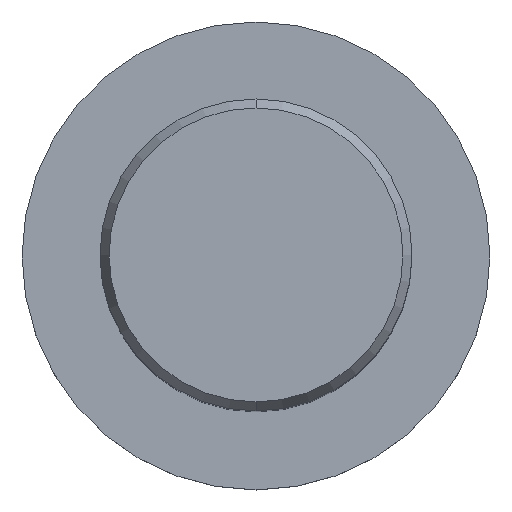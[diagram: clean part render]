
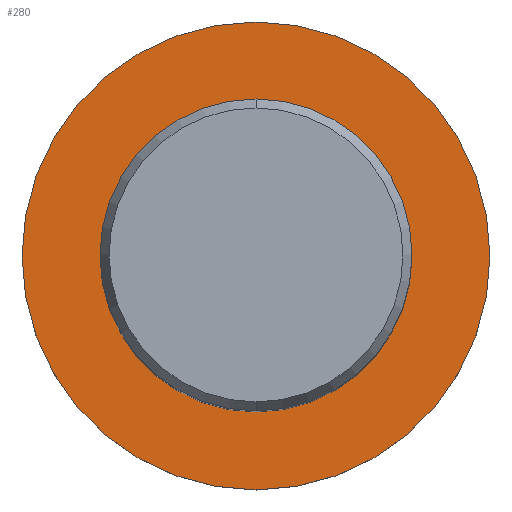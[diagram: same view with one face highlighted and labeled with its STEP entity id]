
A CAD part, top view. The second image highlights one B-rep face of the part: STEP entity #280.
In plain terms, the highlighted planar face has unit normal (0, 0, 1).
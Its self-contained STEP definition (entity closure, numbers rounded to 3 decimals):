
#204=EDGE_CURVE('',#428,#368,#490,.T.);
#222=VERTEX_POINT('',#510);
#248=VERTEX_POINT('',#538);
#280=ADVANCED_FACE('',(#572,#573),#574,.T.);
#294=EDGE_CURVE('',#248,#222,#588,.T.);
#308=EDGE_CURVE('',#368,#428,#603,.T.);
#368=VERTEX_POINT('',#669);
#398=EDGE_CURVE('',#222,#248,#705,.T.);
#428=VERTEX_POINT('',#741);
#490=CIRCLE('',#835,16.0);
#510=CARTESIAN_POINT('',(0.0,24.0,-60.0));
#538=CARTESIAN_POINT('',(0.,-24.0,-60.0));
#572=FACE_BOUND('',#1031,.T.);
#573=FACE_OUTER_BOUND('',#1032,.T.);
#574=PLANE('',#1033);
#588=CIRCLE('',#1054,24.0);
#603=CIRCLE('',#1073,16.0);
#669=CARTESIAN_POINT('',(0.,-16.0,-60.0));
#705=CIRCLE('',#1360,24.0);
#741=CARTESIAN_POINT('',(0.0,16.0,-60.0));
#835=AXIS2_PLACEMENT_3D('',#1442,#1443,#1444);
#1031=EDGE_LOOP('',(#1528,#1529));
#1032=EDGE_LOOP('',(#1530,#1531));
#1033=AXIS2_PLACEMENT_3D('',#1532,#1533,#1534);
#1054=AXIS2_PLACEMENT_3D('',#1543,#1544,#1545);
#1073=AXIS2_PLACEMENT_3D('',#1558,#1559,#1560);
#1360=AXIS2_PLACEMENT_3D('',#1677,#1678,#1679);
#1442=CARTESIAN_POINT('',(0.0,0.0,-60.0));
#1443=DIRECTION('',(-0.0,0.0,-1.0));
#1444=DIRECTION('',(0.0,1.0,0.0));
#1528=ORIENTED_EDGE('',*,*,#204,.T.);
#1529=ORIENTED_EDGE('',*,*,#308,.T.);
#1530=ORIENTED_EDGE('',*,*,#398,.F.);
#1531=ORIENTED_EDGE('',*,*,#294,.F.);
#1532=CARTESIAN_POINT('',(0.0,12.0,-60.0));
#1533=DIRECTION('',(-0.0,0.0,1.0));
#1534=DIRECTION('',(0.0,-1.0,0.0));
#1543=CARTESIAN_POINT('',(0.0,0.0,-60.0));
#1544=DIRECTION('',(0.0,0.0,-1.0));
#1545=DIRECTION('',(0.0,1.0,0.0));
#1558=CARTESIAN_POINT('',(0.0,0.0,-60.0));
#1559=DIRECTION('',(-0.0,0.0,-1.0));
#1560=DIRECTION('',(0.0,1.0,0.0));
#1677=CARTESIAN_POINT('',(0.0,0.0,-60.0));
#1678=DIRECTION('',(0.0,0.0,-1.0));
#1679=DIRECTION('',(0.0,1.0,0.0));
